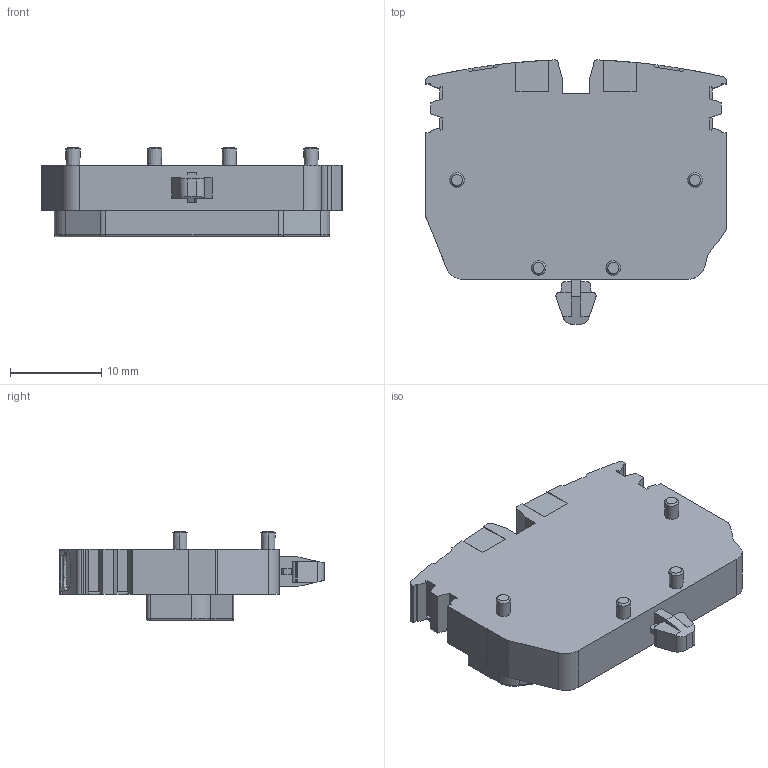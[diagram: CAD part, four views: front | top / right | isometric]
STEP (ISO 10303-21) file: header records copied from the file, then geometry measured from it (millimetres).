
FILE_DESCRIPTION (( 'STEP AP214' ), '1' );
FILE_NAME ('MYSK 2.5.STP', '2017-06-05T04:20:48', ( '' ), ( '' ), 'SwSTEP 2.0', 'SolidWorks 2017', '' );
FILE_SCHEMA (( 'AUTOMOTIVE_DESIGN' ));
Length unit declared in the file: millimetre
Products named in the file (1): MYSK 2.5
Bounding box: 33 x 29.01 x 9.85 mm (x, y, z)
Volume: 3641 mm3; surface area: 2531.8 mm2
Topology: 1 solids, 1 shells, 224 faces, 607 edges, 393 vertices
Faces by surface type: plane 138, cylinder 60, cone 16, torus 10
Entity records: 7165 total; most frequent: CARTESIAN_POINT 1442, ORIENTED_EDGE 1214, DIRECTION 1168, EDGE_CURVE 607, VECTOR 430, LINE 430, VERTEX_POINT 393, AXIS2_PLACEMENT_3D 369
